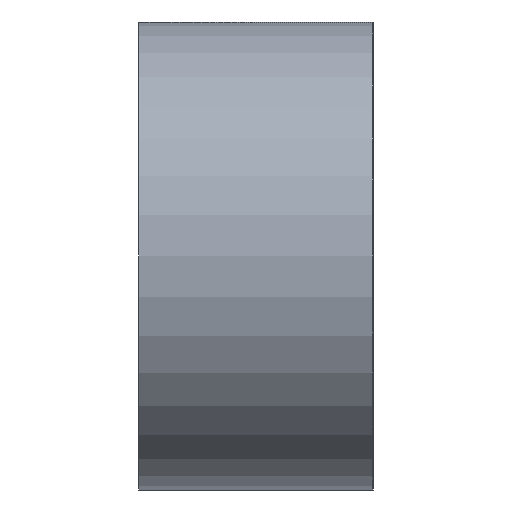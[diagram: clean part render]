
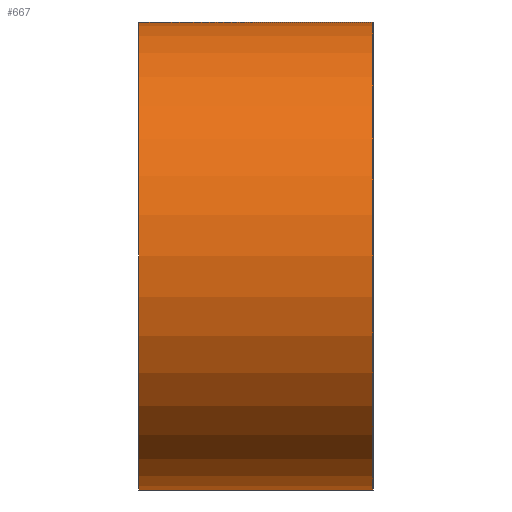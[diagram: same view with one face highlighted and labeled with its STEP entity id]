
A CAD part, left-side view. The second image highlights one B-rep face of the part: STEP entity #667.
In plain terms, the highlighted cylindrical face has radius 4 mm (diameter 8 mm), a partial arc.
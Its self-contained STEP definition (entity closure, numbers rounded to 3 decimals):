
#1 = ORIENTED_EDGE ( 'NONE', *, *, #152, .F. ) ;
#24 = DIRECTION ( 'NONE',  ( 0., -1., 0. ) ) ;
#28 = CIRCLE ( 'NONE', #128, 4. ) ;
#41 = LINE ( 'NONE', #418, #603 ) ;
#49 = EDGE_CURVE ( 'NONE', #100, #188, #41, .T. ) ;
#63 = FACE_OUTER_BOUND ( 'NONE', #232, .T. ) ;
#80 = AXIS2_PLACEMENT_3D ( 'NONE', #486, #24, #540 ) ;
#100 = VERTEX_POINT ( 'NONE', #532 ) ;
#128 = AXIS2_PLACEMENT_3D ( 'NONE', #307, #502, #509 ) ;
#152 = EDGE_CURVE ( 'NONE', #274, #100, #183, .T. ) ;
#169 = ORIENTED_EDGE ( 'NONE', *, *, #49, .F. ) ;
#183 = CIRCLE ( 'NONE', #503, 4. ) ;
#188 = VERTEX_POINT ( 'NONE', #376 ) ;
#216 = DIRECTION ( 'NONE',  ( 0., 1., 0. ) ) ;
#232 = EDGE_LOOP ( 'NONE', ( #445, #169, #1, #366 ) ) ;
#264 = VECTOR ( 'NONE', #632, 1000. ) ;
#274 = VERTEX_POINT ( 'NONE', #290 ) ;
#290 = CARTESIAN_POINT ( 'NONE',  ( -20., 4., -4. ) ) ;
#295 = LINE ( 'NONE', #679, #264 ) ;
#307 = CARTESIAN_POINT ( 'NONE',  ( -20., 0., 0. ) ) ;
#324 = DIRECTION ( 'NONE',  ( 0., 0., 1. ) ) ;
#366 = ORIENTED_EDGE ( 'NONE', *, *, #609, .T. ) ;
#376 = CARTESIAN_POINT ( 'NONE',  ( -20., 0., 4. ) ) ;
#393 = CARTESIAN_POINT ( 'NONE',  ( -20., 0., -4. ) ) ;
#411 = VERTEX_POINT ( 'NONE', #393 ) ;
#418 = CARTESIAN_POINT ( 'NONE',  ( -20., 4., 4. ) ) ;
#427 = CYLINDRICAL_SURFACE ( 'NONE', #80, 4. ) ;
#445 = ORIENTED_EDGE ( 'NONE', *, *, #517, .T. ) ;
#474 = CARTESIAN_POINT ( 'NONE',  ( -20., 4., 0. ) ) ;
#486 = CARTESIAN_POINT ( 'NONE',  ( -20., 4., 0. ) ) ;
#502 = DIRECTION ( 'NONE',  ( 0., 1., 0. ) ) ;
#503 = AXIS2_PLACEMENT_3D ( 'NONE', #474, #216, #324 ) ;
#509 = DIRECTION ( 'NONE',  ( 0., 0., 1. ) ) ;
#517 = EDGE_CURVE ( 'NONE', #411, #188, #28, .T. ) ;
#532 = CARTESIAN_POINT ( 'NONE',  ( -20., 4., 4. ) ) ;
#540 = DIRECTION ( 'NONE',  ( 0., 0., -1. ) ) ;
#588 = DIRECTION ( 'NONE',  ( 0., -1., 0. ) ) ;
#603 = VECTOR ( 'NONE', #588, 1000. ) ;
#609 = EDGE_CURVE ( 'NONE', #274, #411, #295, .T. ) ;
#632 = DIRECTION ( 'NONE',  ( 0., -1., 0. ) ) ;
#667 = ADVANCED_FACE ( 'NONE', ( #63 ), #427, .T. ) ;
#679 = CARTESIAN_POINT ( 'NONE',  ( -20., 4., -4. ) ) ;
